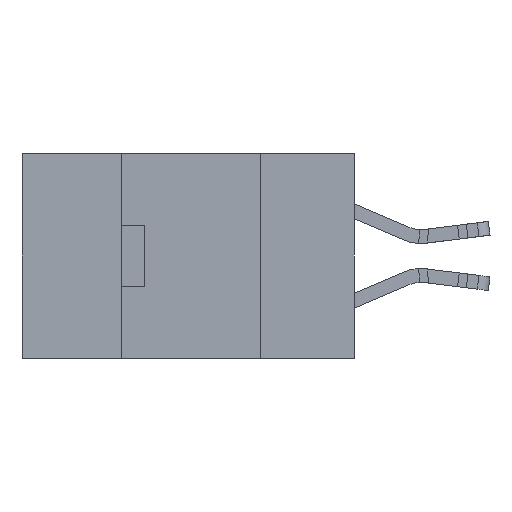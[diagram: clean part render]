
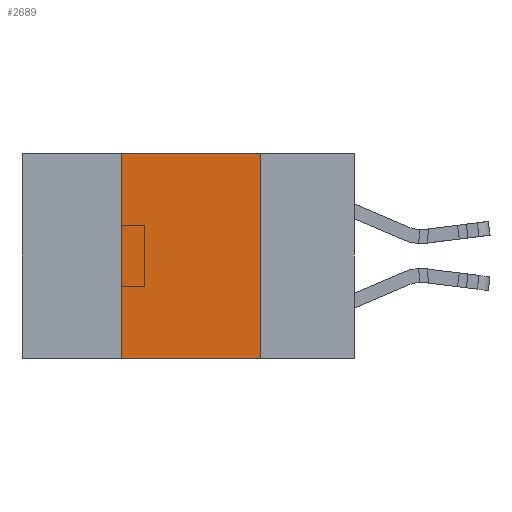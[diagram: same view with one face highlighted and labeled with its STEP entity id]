
A CAD part, left-side view. The second image highlights one B-rep face of the part: STEP entity #2689.
In plain terms, the highlighted planar face has unit normal (-1, 0, 0).
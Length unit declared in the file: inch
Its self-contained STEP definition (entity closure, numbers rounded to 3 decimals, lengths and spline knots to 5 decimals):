
#819 = PLANE ( 'NONE',  #18510 ) ;
#1330 = CARTESIAN_POINT ( 'NONE',  ( 0., 0.42, -0.37 ) ) ;
#2689 = ADVANCED_FACE ( 'NONE', ( #5525 ), #819, .F. ) ;
#2833 = DIRECTION ( 'NONE',  ( 0., 0., -1. ) ) ;
#2884 = DIRECTION ( 'NONE',  ( 0., 0., -1. ) ) ;
#4125 = VERTEX_POINT ( 'NONE', #26683 ) ;
#4163 = CARTESIAN_POINT ( 'NONE',  ( 0., 0.6, -0.37 ) ) ;
#4898 = VECTOR ( 'NONE', #2884, 39.37008 ) ;
#5525 = FACE_OUTER_BOUND ( 'NONE', #5564, .T. ) ;
#5564 = EDGE_LOOP ( 'NONE', ( #10175, #21589, #11196, #17011 ) ) ;
#5846 = VERTEX_POINT ( 'NONE', #8427 ) ;
#6884 = VECTOR ( 'NONE', #27323, 39.37008 ) ;
#8036 = EDGE_CURVE ( 'NONE', #5846, #20468, #26541, .T. ) ;
#8420 = DIRECTION ( 'NONE',  ( 0., -1., 0. ) ) ;
#8427 = CARTESIAN_POINT ( 'NONE',  ( 0., 0.17, 0. ) ) ;
#8692 = EDGE_CURVE ( 'NONE', #4125, #5846, #14457, .T. ) ;
#9507 = CARTESIAN_POINT ( 'NONE',  ( 0., 0.6, 0. ) ) ;
#10175 = ORIENTED_EDGE ( 'NONE', *, *, #8036, .F. ) ;
#11196 = ORIENTED_EDGE ( 'NONE', *, *, #16243, .F. ) ;
#12468 = CARTESIAN_POINT ( 'NONE',  ( 0., 0.6, 0. ) ) ;
#14457 = LINE ( 'NONE', #12468, #6884 ) ;
#14543 = LINE ( 'NONE', #1330, #20441 ) ;
#14682 = DIRECTION ( 'NONE',  ( 0., 0., 1. ) ) ;
#16243 = EDGE_CURVE ( 'NONE', #24962, #4125, #14543, .T. ) ;
#17011 = ORIENTED_EDGE ( 'NONE', *, *, #26763, .T. ) ;
#17782 = VECTOR ( 'NONE', #8420, 39.37008 ) ;
#18510 = AXIS2_PLACEMENT_3D ( 'NONE', #9507, #26772, #2833 ) ;
#20441 = VECTOR ( 'NONE', #14682, 39.37008 ) ;
#20468 = VERTEX_POINT ( 'NONE', #23331 ) ;
#21589 = ORIENTED_EDGE ( 'NONE', *, *, #8692, .F. ) ;
#21646 = LINE ( 'NONE', #4163, #17782 ) ;
#23331 = CARTESIAN_POINT ( 'NONE',  ( 0., 0.17, -0.37 ) ) ;
#24598 = CARTESIAN_POINT ( 'NONE',  ( 0., 0.42, -0.37 ) ) ;
#24962 = VERTEX_POINT ( 'NONE', #24598 ) ;
#26128 = CARTESIAN_POINT ( 'NONE',  ( 0., 0.17, -0.37 ) ) ;
#26541 = LINE ( 'NONE', #26128, #4898 ) ;
#26683 = CARTESIAN_POINT ( 'NONE',  ( 0., 0.42, 0. ) ) ;
#26763 = EDGE_CURVE ( 'NONE', #24962, #20468, #21646, .T. ) ;
#26772 = DIRECTION ( 'NONE',  ( 1., 0., 0. ) ) ;
#27323 = DIRECTION ( 'NONE',  ( 0., -1., 0. ) ) ;
